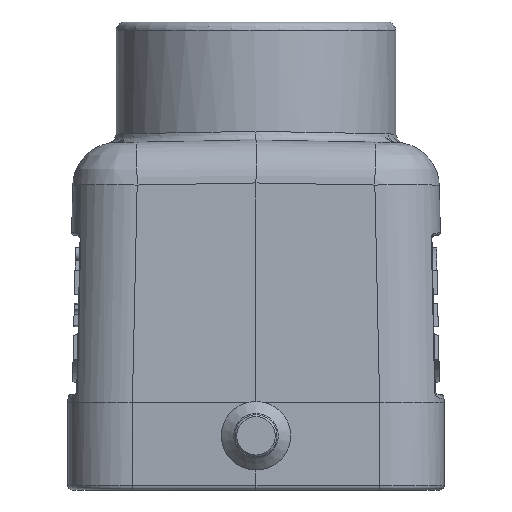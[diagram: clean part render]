
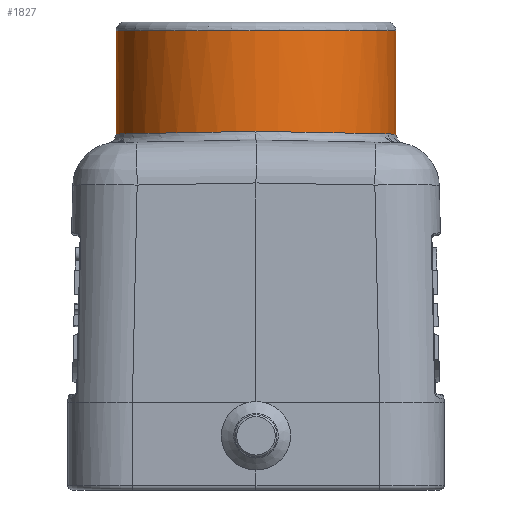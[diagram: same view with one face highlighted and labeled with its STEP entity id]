
A CAD part, left-side view. The second image highlights one B-rep face of the part: STEP entity #1827.
In plain terms, the highlighted cylindrical face has radius 16 mm (diameter 32 mm), a full revolution.
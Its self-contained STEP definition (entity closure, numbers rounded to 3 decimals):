
#1301=CYLINDRICAL_SURFACE('',#11421,16.);
#1827=ADVANCED_FACE('',(#2473,#2474),#1301,.T.);
#2378=CIRCLE('',#11416,16.);
#2473=FACE_BOUND('',#2707,.T.);
#2474=FACE_BOUND('',#2708,.T.);
#2707=EDGE_LOOP('',(#3948));
#2708=EDGE_LOOP('',(#3949,#3950,#3951,#3952,#3953,#3954));
#3117=ELLIPSE('',#11417,16.003,16.);
#3118=ELLIPSE('',#11418,16.003,16.);
#3119=ELLIPSE('',#11419,16.003,16.);
#3120=ELLIPSE('',#11420,16.003,16.);
#3948=ORIENTED_EDGE('',*,*,#6216,.T.);
#3949=ORIENTED_EDGE('',*,*,#6217,.T.);
#3950=ORIENTED_EDGE('',*,*,#6218,.T.);
#3951=ORIENTED_EDGE('',*,*,#6219,.T.);
#3952=ORIENTED_EDGE('',*,*,#6220,.T.);
#3953=ORIENTED_EDGE('',*,*,#6221,.T.);
#3954=ORIENTED_EDGE('',*,*,#6222,.T.);
#5464=VERTEX_POINT('',#17585);
#5465=VERTEX_POINT('',#17587);
#5466=VERTEX_POINT('',#17588);
#5467=VERTEX_POINT('',#17590);
#5468=VERTEX_POINT('',#17597);
#5469=VERTEX_POINT('',#17599);
#5470=VERTEX_POINT('',#17601);
#6216=EDGE_CURVE('',#5464,#5464,#2378,.T.);
#6217=EDGE_CURVE('',#5465,#5466,#3117,.T.);
#6218=EDGE_CURVE('',#5466,#5467,#3118,.T.);
#6219=EDGE_CURVE('',#5467,#5468,#7070,.T.);
#6220=EDGE_CURVE('',#5468,#5469,#3119,.T.);
#6221=EDGE_CURVE('',#5469,#5470,#3120,.T.);
#6222=EDGE_CURVE('',#5470,#5465,#7071,.T.);
#7070=B_SPLINE_CURVE_WITH_KNOTS('',3,(#17591,#17592,#17593,#17594,#17595,
#17596),.UNSPECIFIED.,.F.,.F.,(4,2,4),(0.,0.5,1.),.UNSPECIFIED.);
#7071=B_SPLINE_CURVE_WITH_KNOTS('',3,(#17602,#17603,#17604,#17605,#17606,
#17607),.UNSPECIFIED.,.F.,.F.,(4,2,4),(0.,0.5,1.),.UNSPECIFIED.);
#11416=AXIS2_PLACEMENT_3D('',#17584,#12711,#12712);
#11417=AXIS2_PLACEMENT_3D('',#17586,#12713,#12714);
#11418=AXIS2_PLACEMENT_3D('',#17589,#12715,#12716);
#11419=AXIS2_PLACEMENT_3D('',#17598,#12717,#12718);
#11420=AXIS2_PLACEMENT_3D('',#17600,#12719,#12720);
#11421=AXIS2_PLACEMENT_3D('',#17608,#12721,#12722);
#12711=DIRECTION('',(0.,0.,-1.));
#12712=DIRECTION('',(0.,1.,0.));
#12713=DIRECTION('',(0.,0.019,1.));
#12714=DIRECTION('',(0.,-1.,0.019));
#12715=DIRECTION('',(0.,-0.019,1.));
#12716=DIRECTION('',(0.,1.,0.019));
#12717=DIRECTION('',(0.,-0.019,1.));
#12718=DIRECTION('',(0.,1.,0.019));
#12719=DIRECTION('',(0.,0.019,1.));
#12720=DIRECTION('',(0.,-1.,0.019));
#12721=DIRECTION('',(0.,0.,1.));
#12722=DIRECTION('',(0.,-1.,0.));
#17584=CARTESIAN_POINT('',(0.,0.,43.35));
#17585=CARTESIAN_POINT('',(0.,16.,43.35));
#17586=CARTESIAN_POINT('',(0.,0.,31.85));
#17587=CARTESIAN_POINT('',(-5.243,15.117,31.57));
#17588=CARTESIAN_POINT('',(-16.,0.,31.85));
#17589=CARTESIAN_POINT('',(0.,0.,31.85));
#17590=CARTESIAN_POINT('',(-5.243,-15.117,31.57));
#17591=CARTESIAN_POINT('',(-5.243,-15.117,31.57));
#17592=CARTESIAN_POINT('',(-3.545,-15.706,31.559));
#17593=CARTESIAN_POINT('',(-1.798,-16.,31.479));
#17594=CARTESIAN_POINT('',(1.797,-16.,31.479));
#17595=CARTESIAN_POINT('',(3.545,-15.706,31.559));
#17596=CARTESIAN_POINT('',(5.243,-15.117,31.57));
#17597=CARTESIAN_POINT('',(5.243,-15.117,31.57));
#17598=CARTESIAN_POINT('',(0.,0.,31.85));
#17599=CARTESIAN_POINT('',(16.,0.,31.85));
#17600=CARTESIAN_POINT('',(0.,0.,31.85));
#17601=CARTESIAN_POINT('',(5.243,15.117,31.57));
#17602=CARTESIAN_POINT('',(5.243,15.117,31.57));
#17603=CARTESIAN_POINT('',(3.545,15.706,31.559));
#17604=CARTESIAN_POINT('',(1.798,16.,31.479));
#17605=CARTESIAN_POINT('',(-1.797,16.,31.479));
#17606=CARTESIAN_POINT('',(-3.545,15.706,31.559));
#17607=CARTESIAN_POINT('',(-5.243,15.117,31.57));
#17608=CARTESIAN_POINT('',(0.,0.,29.35));
